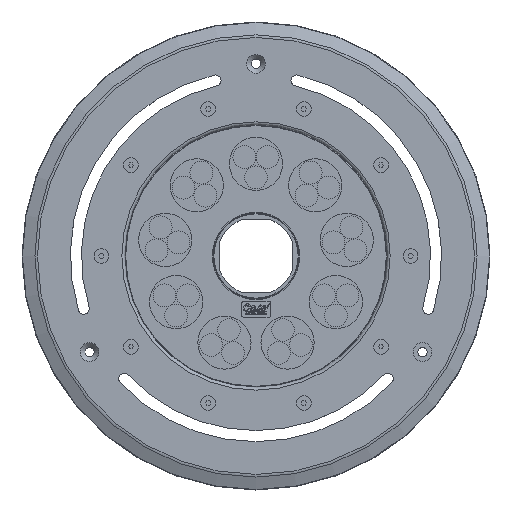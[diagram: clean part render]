
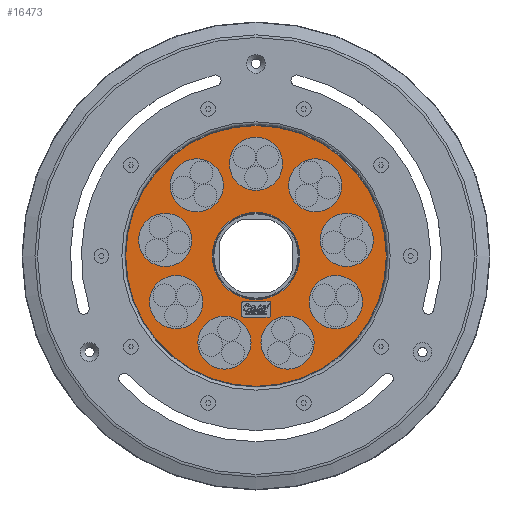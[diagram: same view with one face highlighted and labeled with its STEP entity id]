
A CAD part, top view. The second image highlights one B-rep face of the part: STEP entity #16473.
In plain terms, the highlighted planar face has unit normal (0, 0, 1).
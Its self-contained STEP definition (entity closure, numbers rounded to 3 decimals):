
#495=FACE_BOUND('',#2597,.T.);
#496=FACE_BOUND('',#2598,.T.);
#497=FACE_BOUND('',#2599,.T.);
#498=FACE_BOUND('',#2600,.T.);
#499=FACE_BOUND('',#2601,.T.);
#500=FACE_BOUND('',#2602,.T.);
#501=FACE_BOUND('',#2603,.T.);
#502=FACE_BOUND('',#2604,.T.);
#503=FACE_BOUND('',#2605,.T.);
#504=FACE_BOUND('',#2606,.T.);
#505=FACE_BOUND('',#2607,.T.);
#609=CIRCLE('',#17281,1.28);
#610=CIRCLE('',#17284,1.28);
#611=CIRCLE('',#17287,1.28);
#612=CIRCLE('',#17290,1.28);
#613=CIRCLE('',#17390,91.912);
#614=CIRCLE('',#17391,91.912);
#615=CIRCLE('',#17392,18.75);
#616=CIRCLE('',#17393,18.75);
#617=CIRCLE('',#17394,18.75);
#618=CIRCLE('',#17395,18.75);
#619=CIRCLE('',#17396,18.75);
#620=CIRCLE('',#17397,18.75);
#621=CIRCLE('',#17398,18.75);
#622=CIRCLE('',#17399,18.75);
#623=CIRCLE('',#17400,18.75);
#624=CIRCLE('',#17401,30.773);
#625=CIRCLE('',#17402,30.773);
#1614=FACE_OUTER_BOUND('',#2596,.T.);
#2596=EDGE_LOOP('',(#11750,#11751));
#2597=EDGE_LOOP('',(#11752));
#2598=EDGE_LOOP('',(#11753));
#2599=EDGE_LOOP('',(#11754));
#2600=EDGE_LOOP('',(#11755));
#2601=EDGE_LOOP('',(#11756));
#2602=EDGE_LOOP('',(#11757));
#2603=EDGE_LOOP('',(#11758));
#2604=EDGE_LOOP('',(#11759));
#2605=EDGE_LOOP('',(#11760));
#2606=EDGE_LOOP('',(#11761,#11762));
#2607=EDGE_LOOP('',(#11763,#11764,#11765,#11766,#11767,#11768,#11769,#11770));
#3862=LINE('',#25026,#5264);
#3866=LINE('',#25035,#5268);
#3887=LINE('',#25791,#5289);
#3890=LINE('',#25798,#5292);
#5264=VECTOR('',#18985,10.);
#5268=VECTOR('',#18995,10.);
#5289=VECTOR('',#19028,10.);
#5292=VECTOR('',#19037,10.);
#6701=VERTEX_POINT('',#25024);
#6702=VERTEX_POINT('',#25025);
#6703=VERTEX_POINT('',#25030);
#6704=VERTEX_POINT('',#25034);
#6705=VERTEX_POINT('',#25038);
#6722=VERTEX_POINT('',#25786);
#6723=VERTEX_POINT('',#25790);
#6724=VERTEX_POINT('',#25794);
#6947=VERTEX_POINT('',#27742);
#6948=VERTEX_POINT('',#27743);
#6949=VERTEX_POINT('',#27746);
#6950=VERTEX_POINT('',#27748);
#6951=VERTEX_POINT('',#27750);
#6952=VERTEX_POINT('',#27752);
#6953=VERTEX_POINT('',#27754);
#6954=VERTEX_POINT('',#27756);
#6955=VERTEX_POINT('',#27758);
#6956=VERTEX_POINT('',#27760);
#6957=VERTEX_POINT('',#27762);
#6958=VERTEX_POINT('',#27764);
#6959=VERTEX_POINT('',#27765);
#8384=EDGE_CURVE('',#6701,#6702,#3862,.T.);
#8387=EDGE_CURVE('',#6702,#6703,#609,.T.);
#8389=EDGE_CURVE('',#6703,#6704,#3866,.T.);
#8391=EDGE_CURVE('',#6704,#6705,#610,.T.);
#8430=EDGE_CURVE('',#6722,#6701,#611,.T.);
#8432=EDGE_CURVE('',#6723,#6722,#3887,.T.);
#8434=EDGE_CURVE('',#6724,#6723,#612,.T.);
#8436=EDGE_CURVE('',#6705,#6724,#3890,.T.);
#8770=EDGE_CURVE('',#6947,#6948,#613,.T.);
#8771=EDGE_CURVE('',#6948,#6947,#614,.T.);
#8772=EDGE_CURVE('',#6949,#6949,#615,.T.);
#8773=EDGE_CURVE('',#6950,#6950,#616,.T.);
#8774=EDGE_CURVE('',#6951,#6951,#617,.T.);
#8775=EDGE_CURVE('',#6952,#6952,#618,.T.);
#8776=EDGE_CURVE('',#6953,#6953,#619,.T.);
#8777=EDGE_CURVE('',#6954,#6954,#620,.T.);
#8778=EDGE_CURVE('',#6955,#6955,#621,.T.);
#8779=EDGE_CURVE('',#6956,#6956,#622,.T.);
#8780=EDGE_CURVE('',#6957,#6957,#623,.T.);
#8781=EDGE_CURVE('',#6958,#6959,#624,.T.);
#8782=EDGE_CURVE('',#6959,#6958,#625,.T.);
#11750=ORIENTED_EDGE('',*,*,#8770,.F.);
#11751=ORIENTED_EDGE('',*,*,#8771,.F.);
#11752=ORIENTED_EDGE('',*,*,#8772,.T.);
#11753=ORIENTED_EDGE('',*,*,#8773,.T.);
#11754=ORIENTED_EDGE('',*,*,#8774,.T.);
#11755=ORIENTED_EDGE('',*,*,#8775,.T.);
#11756=ORIENTED_EDGE('',*,*,#8776,.T.);
#11757=ORIENTED_EDGE('',*,*,#8777,.T.);
#11758=ORIENTED_EDGE('',*,*,#8778,.T.);
#11759=ORIENTED_EDGE('',*,*,#8779,.T.);
#11760=ORIENTED_EDGE('',*,*,#8780,.T.);
#11761=ORIENTED_EDGE('',*,*,#8781,.T.);
#11762=ORIENTED_EDGE('',*,*,#8782,.T.);
#11763=ORIENTED_EDGE('',*,*,#8384,.T.);
#11764=ORIENTED_EDGE('',*,*,#8387,.T.);
#11765=ORIENTED_EDGE('',*,*,#8389,.T.);
#11766=ORIENTED_EDGE('',*,*,#8391,.T.);
#11767=ORIENTED_EDGE('',*,*,#8436,.T.);
#11768=ORIENTED_EDGE('',*,*,#8434,.T.);
#11769=ORIENTED_EDGE('',*,*,#8432,.T.);
#11770=ORIENTED_EDGE('',*,*,#8430,.T.);
#15839=PLANE('',#17389);
#16473=ADVANCED_FACE('',(#1614,#495,#496,#497,#498,#499,#500,#501,#502,
#503,#504,#505),#15839,.T.);
#17281=AXIS2_PLACEMENT_3D('',#25031,#18990,#18991);
#17284=AXIS2_PLACEMENT_3D('',#25039,#18999,#19000);
#17287=AXIS2_PLACEMENT_3D('',#25787,#19023,#19024);
#17290=AXIS2_PLACEMENT_3D('',#25795,#19032,#19033);
#17389=AXIS2_PLACEMENT_3D('',#27741,#19503,#19504);
#17390=AXIS2_PLACEMENT_3D('',#27744,#19505,#19506);
#17391=AXIS2_PLACEMENT_3D('',#27745,#19507,#19508);
#17392=AXIS2_PLACEMENT_3D('',#27747,#19509,#19510);
#17393=AXIS2_PLACEMENT_3D('',#27749,#19511,#19512);
#17394=AXIS2_PLACEMENT_3D('',#27751,#19513,#19514);
#17395=AXIS2_PLACEMENT_3D('',#27753,#19515,#19516);
#17396=AXIS2_PLACEMENT_3D('',#27755,#19517,#19518);
#17397=AXIS2_PLACEMENT_3D('',#27757,#19519,#19520);
#17398=AXIS2_PLACEMENT_3D('',#27759,#19521,#19522);
#17399=AXIS2_PLACEMENT_3D('',#27761,#19523,#19524);
#17400=AXIS2_PLACEMENT_3D('',#27763,#19525,#19526);
#17401=AXIS2_PLACEMENT_3D('',#27766,#19527,#19528);
#17402=AXIS2_PLACEMENT_3D('',#27767,#19529,#19530);
#18985=DIRECTION('',(1.,0.,0.));
#18990=DIRECTION('center_axis',(0.,0.,-1.));
#18991=DIRECTION('ref_axis',(1.,0.,0.));
#18995=DIRECTION('',(0.,-1.,0.));
#18999=DIRECTION('center_axis',(0.,0.,-1.));
#19000=DIRECTION('ref_axis',(0.,-1.,0.));
#19023=DIRECTION('center_axis',(0.,0.,-1.));
#19024=DIRECTION('ref_axis',(0.,1.,0.));
#19028=DIRECTION('',(0.,1.,0.));
#19032=DIRECTION('center_axis',(0.,0.,-1.));
#19033=DIRECTION('ref_axis',(-1.,0.,0.));
#19037=DIRECTION('',(-1.,0.,0.));
#19503=DIRECTION('center_axis',(0.,0.,1.));
#19504=DIRECTION('ref_axis',(1.,0.,0.));
#19505=DIRECTION('center_axis',(0.,0.,-1.));
#19506=DIRECTION('ref_axis',(1.,0.,0.));
#19507=DIRECTION('center_axis',(0.,0.,-1.));
#19508=DIRECTION('ref_axis',(1.,0.,0.));
#19509=DIRECTION('center_axis',(0.,0.,-1.));
#19510=DIRECTION('ref_axis',(-1.,0.,0.));
#19511=DIRECTION('center_axis',(0.,0.,-1.));
#19512=DIRECTION('ref_axis',(-1.,0.,0.));
#19513=DIRECTION('center_axis',(0.,0.,-1.));
#19514=DIRECTION('ref_axis',(-1.,0.,0.));
#19515=DIRECTION('center_axis',(0.,0.,-1.));
#19516=DIRECTION('ref_axis',(-1.,0.,0.));
#19517=DIRECTION('center_axis',(0.,0.,-1.));
#19518=DIRECTION('ref_axis',(-1.,0.,0.));
#19519=DIRECTION('center_axis',(0.,0.,-1.));
#19520=DIRECTION('ref_axis',(-1.,0.,0.));
#19521=DIRECTION('center_axis',(0.,0.,-1.));
#19522=DIRECTION('ref_axis',(-1.,0.,0.));
#19523=DIRECTION('center_axis',(0.,0.,-1.));
#19524=DIRECTION('ref_axis',(-1.,0.,0.));
#19525=DIRECTION('center_axis',(0.,0.,-1.));
#19526=DIRECTION('ref_axis',(-1.,0.,0.));
#19527=DIRECTION('center_axis',(0.,0.,-1.));
#19528=DIRECTION('ref_axis',(1.,0.,0.));
#19529=DIRECTION('center_axis',(0.,0.,-1.));
#19530=DIRECTION('ref_axis',(1.,0.,0.));
#25024=CARTESIAN_POINT('',(-8.717,-31.952,26.596));
#25025=CARTESIAN_POINT('',(9.201,-31.952,26.596));
#25026=CARTESIAN_POINT('',(4.601,-31.952,26.596));
#25030=CARTESIAN_POINT('',(10.481,-33.231,26.596));
#25031=CARTESIAN_POINT('Origin',(9.201,-33.231,26.596));
#25034=CARTESIAN_POINT('',(10.481,-41.935,26.596));
#25035=CARTESIAN_POINT('',(10.481,24.989,26.596));
#25038=CARTESIAN_POINT('',(9.201,-43.215,26.596));
#25039=CARTESIAN_POINT('Origin',(9.201,-41.935,26.596));
#25786=CARTESIAN_POINT('',(-9.997,-33.231,26.596));
#25787=CARTESIAN_POINT('Origin',(-8.717,-33.231,26.596));
#25790=CARTESIAN_POINT('',(-9.997,-41.935,26.596));
#25791=CARTESIAN_POINT('',(-9.997,29.34,26.596));
#25794=CARTESIAN_POINT('',(-8.717,-43.215,26.596));
#25795=CARTESIAN_POINT('Origin',(-8.717,-41.935,26.596));
#25798=CARTESIAN_POINT('',(-4.359,-43.215,26.596));
#27741=CARTESIAN_POINT('Origin',(0.,91.912,26.596));
#27742=CARTESIAN_POINT('',(0.,91.912,26.596));
#27743=CARTESIAN_POINT('',(0.,-91.912,26.596));
#27744=CARTESIAN_POINT('Origin',(0.,0.,26.596));
#27745=CARTESIAN_POINT('Origin',(0.,0.,26.596));
#27746=CARTESIAN_POINT('',(-45.263,11.287,26.596));
#27747=CARTESIAN_POINT('Origin',(-64.013,11.287,26.596));
#27748=CARTESIAN_POINT('',(-37.542,-32.5,26.596));
#27749=CARTESIAN_POINT('Origin',(-56.292,-32.5,26.596));
#27750=CARTESIAN_POINT('',(40.981,-61.08,26.596));
#27751=CARTESIAN_POINT('Origin',(22.231,-61.08,26.596));
#27752=CARTESIAN_POINT('',(60.531,49.793,26.596));
#27753=CARTESIAN_POINT('Origin',(41.781,49.793,26.596));
#27754=CARTESIAN_POINT('',(-23.031,49.793,26.596));
#27755=CARTESIAN_POINT('Origin',(-41.781,49.793,26.596));
#27756=CARTESIAN_POINT('',(18.75,65.,26.596));
#27757=CARTESIAN_POINT('Origin',(0.,65.,
26.596));
#27758=CARTESIAN_POINT('',(82.763,11.287,26.596));
#27759=CARTESIAN_POINT('Origin',(64.013,11.287,26.596));
#27760=CARTESIAN_POINT('',(75.042,-32.5,26.596));
#27761=CARTESIAN_POINT('Origin',(56.292,-32.5,26.596));
#27762=CARTESIAN_POINT('',(-3.481,-61.08,26.596));
#27763=CARTESIAN_POINT('Origin',(-22.231,-61.08,26.596));
#27764=CARTESIAN_POINT('',(0.,30.773,26.596));
#27765=CARTESIAN_POINT('',(0.,-30.773,26.596));
#27766=CARTESIAN_POINT('Origin',(0.,0.,26.596));
#27767=CARTESIAN_POINT('Origin',(0.,0.,26.596));
